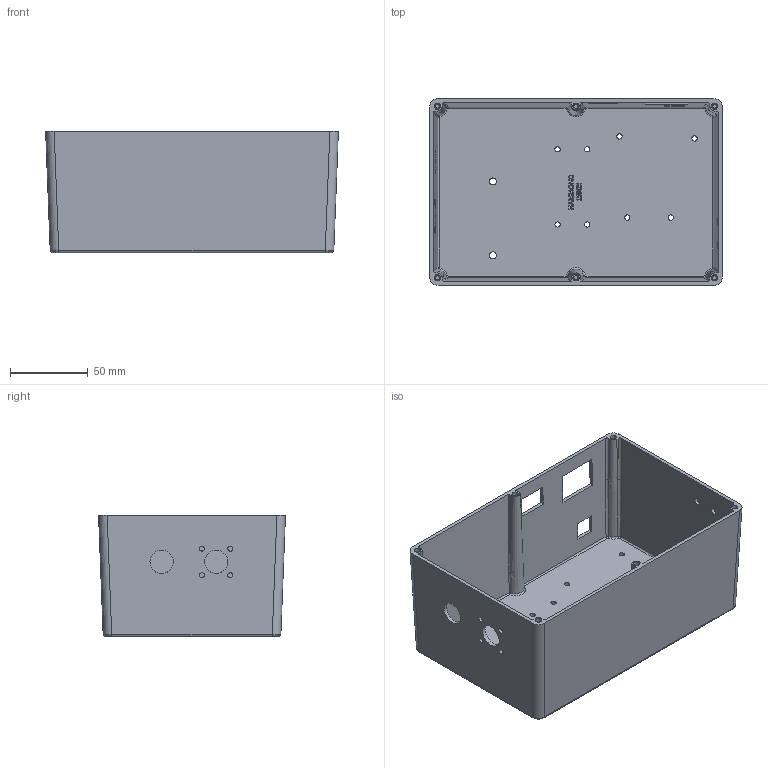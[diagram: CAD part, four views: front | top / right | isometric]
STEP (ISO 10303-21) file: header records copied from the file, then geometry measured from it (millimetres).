
FILE_DESCRIPTION(/* description */ (''),/* implementation_level */ '2;1');
FILE_NAME(/* name */ '1590E BOX.stp',/* time_stamp */ '2020-10-01T17:53:41-04:00',/* author */ ('Eric'),/* organization */ (''),/* preprocessor_version */ 'ST-DEVELOPER v18.1',/* originating_system */ 'Autodesk Inventor 2021',/* authorisation */ '');
FILE_SCHEMA (('AUTOMOTIVE_DESIGN { 1 0 10303 214 3 1 1 }'));
Length unit declared in the file: millimetre
Products named in the file (1): 1590E BOX
Bounding box: 188 x 120 x 78 mm (x, y, z)
Volume: 163559.4 mm3; surface area: 130801.5 mm2
Topology: 1 solids, 1 shells, 325 faces, 875 edges, 580 vertices
Faces by surface type: plane 162, bspline 95, cylinder 56, torus 6, cone 6
Full cylindrical faces by diameter (mm): 2.642 x6, 3.264 x4, 3.4 x8, 4 x6, 4.318 x2, 4.5 x2, 15 x2
Entity records: 11648 total; most frequent: CARTESIAN_POINT 3817, ORIENTED_EDGE 1742, DIRECTION 1337, EDGE_CURVE 871, VERTEX_POINT 578, LINE 507, VECTOR 507, AXIS2_PLACEMENT_3D 415
